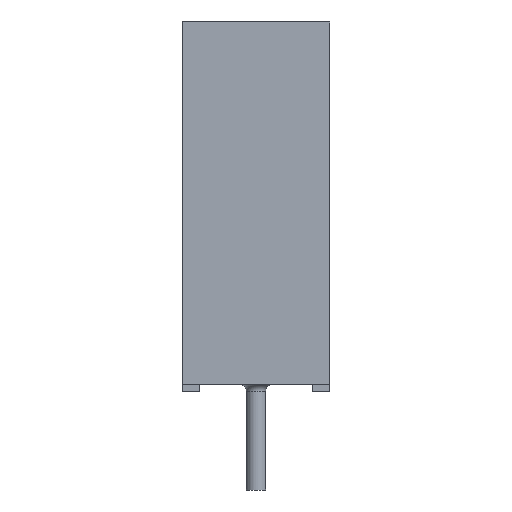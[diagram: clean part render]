
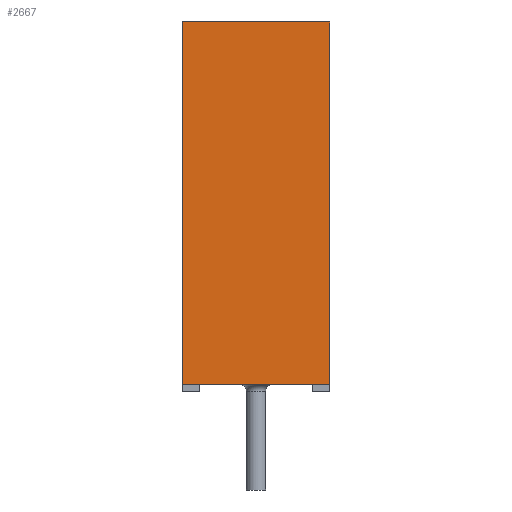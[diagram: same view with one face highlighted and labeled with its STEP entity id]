
A CAD part, left-side view. The second image highlights one B-rep face of the part: STEP entity #2667.
In plain terms, the highlighted planar face has unit normal (-1, 0, 0).
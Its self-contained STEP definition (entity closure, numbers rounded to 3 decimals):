
#301=ORIENTED_EDGE('',*,*,#788,.T.);
#302=ORIENTED_EDGE('',*,*,#821,.T.);
#303=ORIENTED_EDGE('',*,*,#720,.F.);
#304=ORIENTED_EDGE('',*,*,#822,.T.);
#720=EDGE_CURVE('',#989,#990,#1175,.T.);
#788=EDGE_CURVE('',#1058,#1057,#1230,.T.);
#821=EDGE_CURVE('',#1057,#990,#1263,.T.);
#822=EDGE_CURVE('',#989,#1058,#1264,.T.);
#989=VERTEX_POINT('',#3349);
#990=VERTEX_POINT('',#3351);
#1057=VERTEX_POINT('',#3673);
#1058=VERTEX_POINT('',#3675);
#1175=LINE('',#3350,#1366);
#1230=LINE('',#3674,#1421);
#1263=LINE('',#3735,#1454);
#1264=LINE('',#3736,#1455);
#1366=VECTOR('',#2946,1000.);
#1421=VECTOR('',#3003,1000.);
#1454=VECTOR('',#3048,1000.);
#1455=VECTOR('',#3049,1000.);
#1563=EDGE_LOOP('',(#301,#302,#303,#304));
#1690=FACE_BOUND('',#1563,.T.);
#1799=PLANE('',#2795);
#2667=ADVANCED_FACE('',(#1690),#1799,.F.);
#2795=AXIS2_PLACEMENT_3D('',#3734,#3046,#3047);
#2946=DIRECTION('',(0.,0.,-1.));
#3003=DIRECTION('',(0.,0.,-1.));
#3046=DIRECTION('',(1.,0.,0.));
#3047=DIRECTION('',(0.,0.,-1.));
#3048=DIRECTION('',(0.,-1.,0.));
#3049=DIRECTION('',(0.,1.,0.));
#3349=CARTESIAN_POINT('',(-13.,-3.,7.5));
#3350=CARTESIAN_POINT('',(-13.,-3.,7.5));
#3351=CARTESIAN_POINT('',(-13.,-3.,-7.2));
#3673=CARTESIAN_POINT('',(-13.,3.,-7.2));
#3674=CARTESIAN_POINT('',(-13.,3.,7.5));
#3675=CARTESIAN_POINT('',(-13.,3.,7.5));
#3734=CARTESIAN_POINT('',(-13.,-3.,7.5));
#3735=CARTESIAN_POINT('',(-13.,3.,-7.2));
#3736=CARTESIAN_POINT('',(-13.,-3.,7.5));
